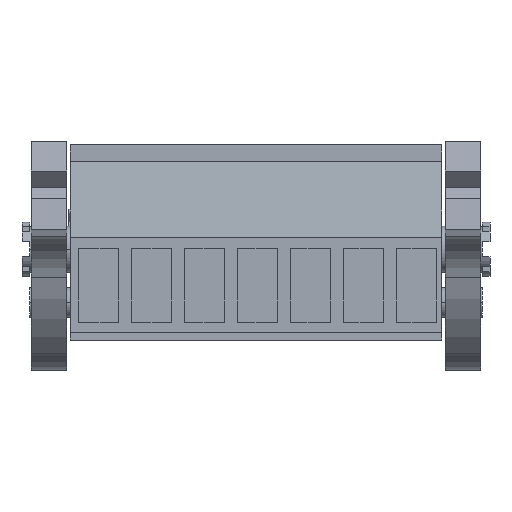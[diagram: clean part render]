
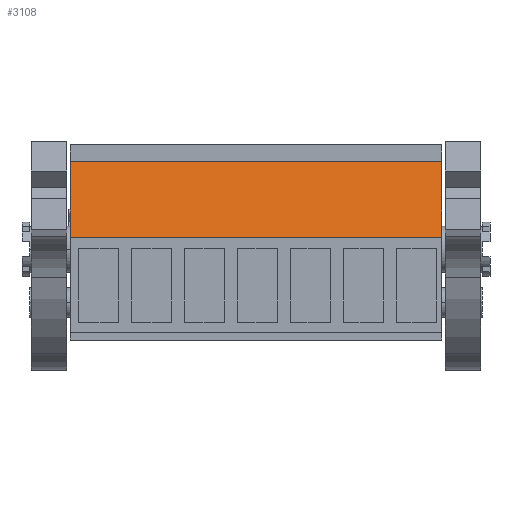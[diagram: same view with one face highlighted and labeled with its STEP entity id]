
A CAD part, top view. The second image highlights one B-rep face of the part: STEP entity #3108.
In plain terms, the highlighted planar face has unit normal (0, 0.205, 0.979).
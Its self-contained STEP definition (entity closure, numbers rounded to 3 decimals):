
#3088=AXIS2_PLACEMENT_3D('Plane Axis2P3D',#3085,#3086,#3087) ;
#112=CARTESIAN_POINT('Vertex',(3.2,8.802,18.1)) ;
#115=CARTESIAN_POINT('Line Origine',(3.2,11.31,17.575)) ;
#119=CARTESIAN_POINT('Vertex',(3.2,13.818,17.05)) ;
#3070=CARTESIAN_POINT('Vertex',(27.7,8.802,18.1)) ;
#3073=CARTESIAN_POINT('Line Origine',(15.45,8.802,18.1)) ;
#3085=CARTESIAN_POINT('Axis2P3D Location',(13.7,8.802,18.1)) ;
#3090=CARTESIAN_POINT('Line Origine',(27.7,11.31,17.575)) ;
#3094=CARTESIAN_POINT('Vertex',(27.7,13.818,17.05)) ;
#3097=CARTESIAN_POINT('Line Origine',(15.45,13.818,17.05)) ;
#116=DIRECTION('Vector Direction',(0.,0.979,-0.205)) ;
#3074=DIRECTION('Vector Direction',(1.,0.,0.)) ;
#3086=DIRECTION('Axis2P3D Direction',(0.,-0.205,-0.979)) ;
#3087=DIRECTION('Axis2P3D XDirection',(0.,0.979,-0.205)) ;
#3091=DIRECTION('Vector Direction',(0.,0.979,-0.205)) ;
#3098=DIRECTION('Vector Direction',(1.,0.,0.)) ;
#117=VECTOR('Line Direction',#116,1.) ;
#3075=VECTOR('Line Direction',#3074,1.) ;
#3092=VECTOR('Line Direction',#3091,1.) ;
#3099=VECTOR('Line Direction',#3098,1.) ;
#3103=ORIENTED_EDGE('',*,*,#121,.F.) ;
#3104=ORIENTED_EDGE('',*,*,#3077,.T.) ;
#3105=ORIENTED_EDGE('',*,*,#3096,.T.) ;
#3106=ORIENTED_EDGE('',*,*,#3101,.F.) ;
#3108=ADVANCED_FACE('HOUSING',(#3107),#3089,.F.) ;
#121=EDGE_CURVE('',#113,#120,#118,.T.) ;
#3077=EDGE_CURVE('',#113,#3071,#3076,.T.) ;
#3096=EDGE_CURVE('',#3071,#3095,#3093,.T.) ;
#3101=EDGE_CURVE('',#120,#3095,#3100,.T.) ;
#3102=EDGE_LOOP('',(#3103,#3104,#3105,#3106)) ;
#3107=FACE_OUTER_BOUND('',#3102,.T.) ;
#118=LINE('Line',#115,#117) ;
#3076=LINE('Line',#3073,#3075) ;
#3093=LINE('Line',#3090,#3092) ;
#3100=LINE('Line',#3097,#3099) ;
#3089=PLANE('',#3088) ;
#113=VERTEX_POINT('',#112) ;
#120=VERTEX_POINT('',#119) ;
#3071=VERTEX_POINT('',#3070) ;
#3095=VERTEX_POINT('',#3094) ;
